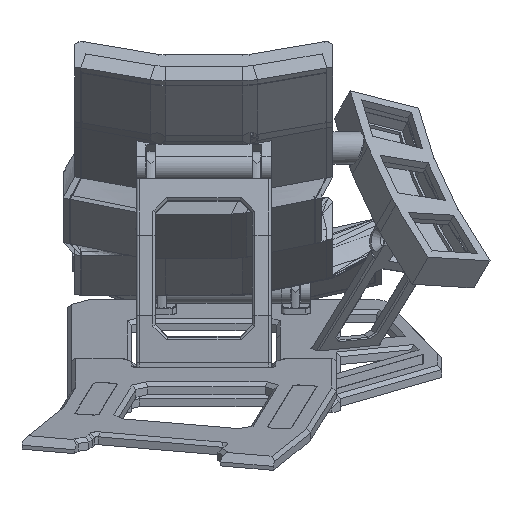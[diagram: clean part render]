
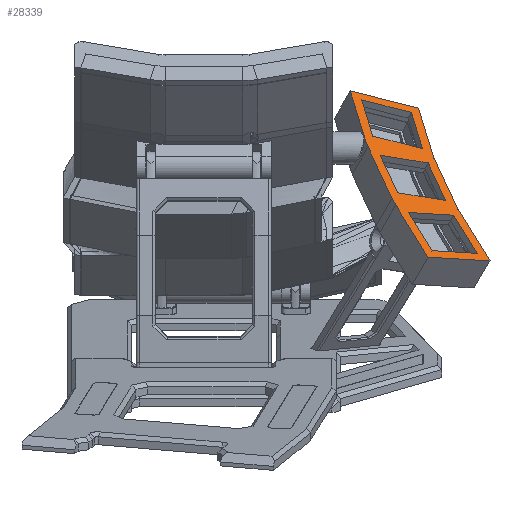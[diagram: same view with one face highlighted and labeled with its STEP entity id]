
A CAD part, left-side view. The second image highlights one B-rep face of the part: STEP entity #28339.
In plain terms, the highlighted face is planar.
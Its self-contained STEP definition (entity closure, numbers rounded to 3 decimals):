
#610=FACE_BOUND('',#4933,.T.);
#611=FACE_BOUND('',#4934,.T.);
#612=FACE_BOUND('',#4935,.T.);
#1712=PLANE('',#30186);
#3247=FACE_OUTER_BOUND('',#4932,.T.);
#4932=EDGE_LOOP('',(#25591,#25592,#25593,#25594,#25595,#25596,#25597,#25598,
#25599,#25600));
#4933=EDGE_LOOP('',(#25601,#25602,#25603,#25604));
#4934=EDGE_LOOP('',(#25605,#25606,#25607,#25608));
#4935=EDGE_LOOP('',(#25609,#25610,#25611,#25612));
#7933=LINE('',#47096,#11435);
#7957=LINE('',#47145,#11459);
#8132=LINE('',#47536,#11634);
#8158=LINE('',#47587,#11660);
#8159=LINE('',#47591,#11661);
#8162=LINE('',#47597,#11664);
#8166=LINE('',#47605,#11668);
#8169=LINE('',#47611,#11671);
#8172=LINE('',#47616,#11674);
#8174=LINE('',#47620,#11676);
#8175=LINE('',#47621,#11677);
#8176=LINE('',#47623,#11678);
#8177=LINE('',#47625,#11679);
#8178=LINE('',#47626,#11680);
#8179=LINE('',#47629,#11681);
#8180=LINE('',#47631,#11682);
#8181=LINE('',#47633,#11683);
#8182=LINE('',#47634,#11684);
#8183=LINE('',#47637,#11685);
#8184=LINE('',#47639,#11686);
#8185=LINE('',#47641,#11687);
#8186=LINE('',#47642,#11688);
#11435=VECTOR('',#35920,10.);
#11459=VECTOR('',#35952,10.);
#11634=VECTOR('',#36285,10.);
#11660=VECTOR('',#36337,10.);
#11661=VECTOR('',#36340,10.);
#11664=VECTOR('',#36345,10.);
#11668=VECTOR('',#36351,10.);
#11671=VECTOR('',#36356,10.);
#11674=VECTOR('',#36361,10.);
#11676=VECTOR('',#36365,10.);
#11677=VECTOR('',#36366,10.);
#11678=VECTOR('',#36367,10.);
#11679=VECTOR('',#36368,10.);
#11680=VECTOR('',#36369,10.);
#11681=VECTOR('',#36370,10.);
#11682=VECTOR('',#36371,10.);
#11683=VECTOR('',#36372,10.);
#11684=VECTOR('',#36373,10.);
#11685=VECTOR('',#36374,10.);
#11686=VECTOR('',#36375,10.);
#11687=VECTOR('',#36376,10.);
#11688=VECTOR('',#36377,10.);
#14395=VERTEX_POINT('',#47093);
#14396=VERTEX_POINT('',#47095);
#14417=VERTEX_POINT('',#47144);
#14553=VERTEX_POINT('',#47533);
#14554=VERTEX_POINT('',#47535);
#14567=VERTEX_POINT('',#47589);
#14568=VERTEX_POINT('',#47590);
#14569=VERTEX_POINT('',#47595);
#14570=VERTEX_POINT('',#47596);
#14573=VERTEX_POINT('',#47604);
#14575=VERTEX_POINT('',#47610);
#14577=VERTEX_POINT('',#47619);
#14578=VERTEX_POINT('',#47622);
#14579=VERTEX_POINT('',#47624);
#14580=VERTEX_POINT('',#47627);
#14581=VERTEX_POINT('',#47628);
#14582=VERTEX_POINT('',#47630);
#14583=VERTEX_POINT('',#47632);
#14584=VERTEX_POINT('',#47635);
#14585=VERTEX_POINT('',#47636);
#14586=VERTEX_POINT('',#47638);
#14587=VERTEX_POINT('',#47640);
#18063=EDGE_CURVE('',#14396,#14395,#7933,.T.);
#18088=EDGE_CURVE('',#14396,#14417,#7957,.T.);
#18282=EDGE_CURVE('',#14553,#14554,#8132,.T.);
#18308=EDGE_CURVE('',#14554,#14395,#8158,.T.);
#18309=EDGE_CURVE('',#14567,#14568,#8159,.T.);
#18312=EDGE_CURVE('',#14569,#14570,#8162,.T.);
#18316=EDGE_CURVE('',#14570,#14573,#8166,.T.);
#18319=EDGE_CURVE('',#14573,#14575,#8169,.T.);
#18322=EDGE_CURVE('',#14575,#14569,#8172,.T.);
#18324=EDGE_CURVE('',#14577,#14567,#8174,.T.);
#18325=EDGE_CURVE('',#14417,#14577,#8175,.T.);
#18326=EDGE_CURVE('',#14578,#14553,#8176,.T.);
#18327=EDGE_CURVE('',#14579,#14578,#8177,.T.);
#18328=EDGE_CURVE('',#14568,#14579,#8178,.T.);
#18329=EDGE_CURVE('',#14580,#14581,#8179,.T.);
#18330=EDGE_CURVE('',#14581,#14582,#8180,.T.);
#18331=EDGE_CURVE('',#14582,#14583,#8181,.T.);
#18332=EDGE_CURVE('',#14583,#14580,#8182,.T.);
#18333=EDGE_CURVE('',#14584,#14585,#8183,.T.);
#18334=EDGE_CURVE('',#14585,#14586,#8184,.T.);
#18335=EDGE_CURVE('',#14586,#14587,#8185,.T.);
#18336=EDGE_CURVE('',#14587,#14584,#8186,.T.);
#25591=ORIENTED_EDGE('',*,*,#18309,.F.);
#25592=ORIENTED_EDGE('',*,*,#18324,.F.);
#25593=ORIENTED_EDGE('',*,*,#18325,.F.);
#25594=ORIENTED_EDGE('',*,*,#18088,.F.);
#25595=ORIENTED_EDGE('',*,*,#18063,.T.);
#25596=ORIENTED_EDGE('',*,*,#18308,.F.);
#25597=ORIENTED_EDGE('',*,*,#18282,.F.);
#25598=ORIENTED_EDGE('',*,*,#18326,.F.);
#25599=ORIENTED_EDGE('',*,*,#18327,.F.);
#25600=ORIENTED_EDGE('',*,*,#18328,.F.);
#25601=ORIENTED_EDGE('',*,*,#18329,.T.);
#25602=ORIENTED_EDGE('',*,*,#18330,.T.);
#25603=ORIENTED_EDGE('',*,*,#18331,.T.);
#25604=ORIENTED_EDGE('',*,*,#18332,.T.);
#25605=ORIENTED_EDGE('',*,*,#18333,.T.);
#25606=ORIENTED_EDGE('',*,*,#18334,.T.);
#25607=ORIENTED_EDGE('',*,*,#18335,.T.);
#25608=ORIENTED_EDGE('',*,*,#18336,.T.);
#25609=ORIENTED_EDGE('',*,*,#18322,.T.);
#25610=ORIENTED_EDGE('',*,*,#18312,.T.);
#25611=ORIENTED_EDGE('',*,*,#18316,.T.);
#25612=ORIENTED_EDGE('',*,*,#18319,.T.);
#28339=ADVANCED_FACE('',(#3247,#610,#611,#612),#1712,.T.);
#30186=AXIS2_PLACEMENT_3D('',#47618,#36363,#36364);
#35920=DIRECTION('',(-0.981,0.195,0.));
#35952=DIRECTION('',(0.966,-0.259,0.));
#36285=DIRECTION('',(0.998,-0.065,0.));
#36337=DIRECTION('',(0.991,-0.131,0.));
#36340=DIRECTION('',(-0.991,0.131,0.));
#36345=DIRECTION('',(-0.131,-0.991,0.));
#36351=DIRECTION('',(-0.991,0.131,0.));
#36356=DIRECTION('',(0.131,0.991,0.));
#36361=DIRECTION('',(0.991,-0.131,0.));
#36363=DIRECTION('center_axis',(0.,0.,1.));
#36364=DIRECTION('ref_axis',(0.991,-0.131,0.));
#36365=DIRECTION('',(-0.966,0.259,0.));
#36366=DIRECTION('',(-0.259,-0.966,0.));
#36367=DIRECTION('',(1.,0.,0.));
#36368=DIRECTION('',(0.,1.,0.));
#36369=DIRECTION('',(-1.,0.,0.));
#36370=DIRECTION('',(0.966,-0.259,0.));
#36371=DIRECTION('',(-0.259,-0.966,0.));
#36372=DIRECTION('',(-0.966,0.259,0.));
#36373=DIRECTION('',(0.259,0.966,0.));
#36374=DIRECTION('',(1.,0.,0.));
#36375=DIRECTION('',(0.,-1.,0.));
#36376=DIRECTION('',(-1.,0.,0.));
#36377=DIRECTION('',(0.,1.,0.));
#47093=CARTESIAN_POINT('',(-60.934,-68.111,1.299));
#47095=CARTESIAN_POINT('',(-58.496,-68.596,1.299));
#47096=CARTESIAN_POINT('',(-58.496,-68.596,1.299));
#47144=CARTESIAN_POINT('',(-40.144,-73.513,1.299));
#47145=CARTESIAN_POINT('',(-58.496,-68.596,1.299));
#47533=CARTESIAN_POINT('',(-82.251,-65.468,1.299));
#47535=CARTESIAN_POINT('',(-79.771,-65.631,1.299));
#47536=CARTESIAN_POINT('',(-82.251,-65.468,1.299));
#47587=CARTESIAN_POINT('',(-79.771,-65.631,1.299));
#47589=CARTESIAN_POINT('',(-63.414,-86.948,1.299));
#47590=CARTESIAN_POINT('',(-82.251,-84.468,1.299));
#47591=CARTESIAN_POINT('',(-63.414,-86.948,1.299));
#47595=CARTESIAN_POINT('',(-63.795,-70.306,1.299));
#47596=CARTESIAN_POINT('',(-65.609,-84.087,1.299));
#47597=CARTESIAN_POINT('',(-63.795,-70.306,1.299));
#47604=CARTESIAN_POINT('',(-79.39,-82.273,1.299));
#47605=CARTESIAN_POINT('',(-65.609,-84.087,1.299));
#47610=CARTESIAN_POINT('',(-77.576,-68.492,1.299));
#47611=CARTESIAN_POINT('',(-79.39,-82.273,1.299));
#47616=CARTESIAN_POINT('',(-77.576,-68.492,1.299));
#47618=CARTESIAN_POINT('Origin',(-71.593,-76.29,1.299));
#47619=CARTESIAN_POINT('',(-45.061,-91.866,1.299));
#47620=CARTESIAN_POINT('',(-45.061,-91.866,1.299));
#47621=CARTESIAN_POINT('',(-40.144,-73.513,1.299));
#47622=CARTESIAN_POINT('',(-101.251,-65.468,1.299));
#47623=CARTESIAN_POINT('',(-101.251,-65.468,1.299));
#47624=CARTESIAN_POINT('',(-101.251,-84.468,1.299));
#47625=CARTESIAN_POINT('',(-101.251,-84.468,1.299));
#47626=CARTESIAN_POINT('',(-82.251,-84.468,1.299));
#47627=CARTESIAN_POINT('',(-56.693,-71.719,1.299));
#47628=CARTESIAN_POINT('',(-43.267,-75.316,1.299));
#47629=CARTESIAN_POINT('',(-56.693,-71.719,1.299));
#47630=CARTESIAN_POINT('',(-46.864,-88.743,1.299));
#47631=CARTESIAN_POINT('',(-43.267,-75.316,1.299));
#47632=CARTESIAN_POINT('',(-60.291,-85.145,1.299));
#47633=CARTESIAN_POINT('',(-46.864,-88.743,1.299));
#47634=CARTESIAN_POINT('',(-60.291,-85.145,1.299));
#47635=CARTESIAN_POINT('',(-98.701,-68.018,1.299));
#47636=CARTESIAN_POINT('',(-84.801,-68.018,1.299));
#47637=CARTESIAN_POINT('',(-98.701,-68.018,1.299));
#47638=CARTESIAN_POINT('',(-84.801,-81.918,1.299));
#47639=CARTESIAN_POINT('',(-84.801,-68.018,1.299));
#47640=CARTESIAN_POINT('',(-98.701,-81.918,1.299));
#47641=CARTESIAN_POINT('',(-84.801,-81.918,1.299));
#47642=CARTESIAN_POINT('',(-98.701,-81.918,1.299));
